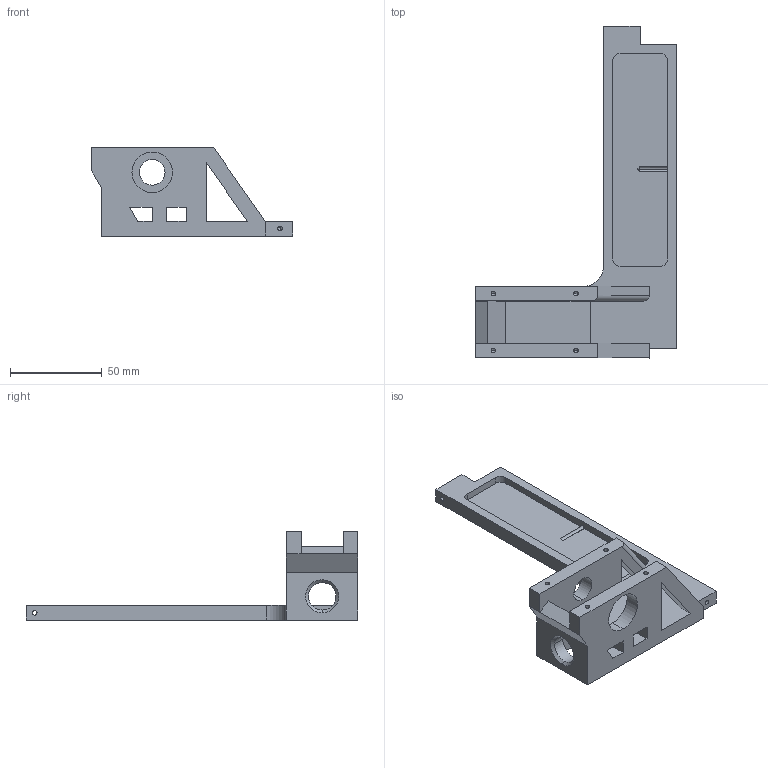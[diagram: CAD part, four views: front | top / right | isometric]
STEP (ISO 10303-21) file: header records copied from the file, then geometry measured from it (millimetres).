
FILE_DESCRIPTION (( 'STEP AP203' ), '1' );
FILE_NAME ('vertical truss -left rear upper (XL).STEP', '2019-01-01T18:02:20', ( '' ), ( '' ), 'SwSTEP 2.0', 'SolidWorks 2018', '' );
FILE_SCHEMA (( 'CONFIG_CONTROL_DESIGN' ));
Length unit declared in the file: millimetre
Products named in the file (1): vertical truss -left rear upper (XL)
Bounding box: 110 x 181 x 48.13 mm (x, y, z)
Volume: 97449.3 mm3; surface area: 41473 mm2
Topology: 1 solids, 1 shells, 96 faces, 278 edges, 174 vertices
Faces by surface type: plane 53, cylinder 28, cone 15
Entity records: 3190 total; most frequent: CARTESIAN_POINT 560, ORIENTED_EDGE 532, DIRECTION 517, EDGE_CURVE 266, VECTOR 203, LINE 203, VERTEX_POINT 174, AXIS2_PLACEMENT_3D 157
